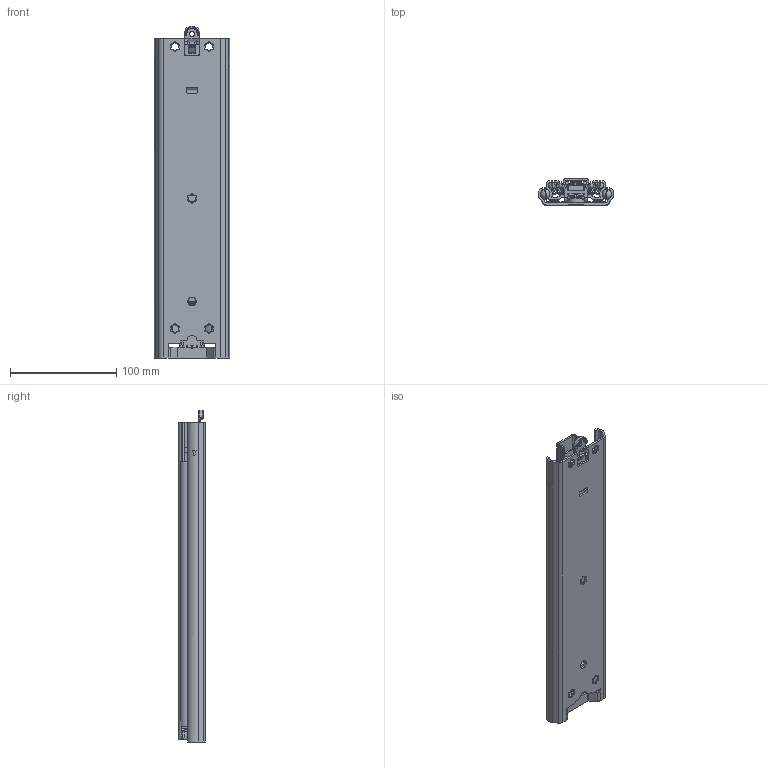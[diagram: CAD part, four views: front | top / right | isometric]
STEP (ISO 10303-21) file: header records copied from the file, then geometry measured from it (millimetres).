
FILE_DESCRIPTION((''),'2;1');
FILE_NAME('111-M32_ASM','2015-05-19T',('w.jans'),(''),'PRO/ENGINEER BY PARAMETRIC TECHNOLOGY CORPORATION, 2003450','PRO/ENGINEER BY PARAMETRIC TECHNOLOGY CORPORATION, 2003450','');
FILE_SCHEMA(('CONFIG_CONTROL_DESIGN'));
Length unit declared in the file: millimetre
Products named in the file (34): 111-M32-SKEL; 511-11-M32-TA1; 511-11-M32-TA1_ASM; 515-4XX-11-M32; 911-073; 515-4XX-11-M32_ASM; 512-11-M32-TB2; 512-11-M32-TB2_ASM; 515-6XX-11-M32; 911-074; 515-6XX-11-M32_ASM; 513-11-M32-UA2; 513-11-M32-UA2_ASM; 515-7XX-11-M32_AF0; 911-075_AF0; 911-075_AF1; 911-075_AF2; 911-075_AF3; 911-075_AF4; 911-075_AF5; 911-075_AF6; 911-075_AF7; 911-075_AF8; 911-075_AF9; 911-075_AF10; 911-075_AF11; 515-7XX-11-M32_ASM; 514-11-M32-U3; 921-587; 921-614; 921-615_ASM; 921-588_ASM; 514-11-M32-U3_ASM; 111-M32_ASM
Assembly tree (59 placements, depth 5):
  111-M32_ASM
    111-M32-SKEL
    511-11-M32-TA1_ASM
      511-11-M32-TA1
    515-4XX-11-M32_ASM
      515-4XX-11-M32
      911-073  x14
    512-11-M32-TB2_ASM
      512-11-M32-TB2
    515-6XX-11-M32_ASM
      515-6XX-11-M32
      911-074  x14
    513-11-M32-UA2_ASM
      513-11-M32-UA2
    515-7XX-11-M32_ASM
      515-7XX-11-M32_AF0
      911-075_AF0
      911-075_AF1
      911-075_AF2
      911-075_AF3
      911-075_AF4
      911-075_AF5
      911-075_AF6
      911-075_AF7
      911-075_AF8
      911-075_AF9
      911-075_AF10
      911-075_AF11
    514-11-M32-U3_ASM
      514-11-M32-U3
      921-588_ASM
        921-587
        921-615_ASM
          921-614
Bounding box: 70.9 x 25.1 x 312 mm (x, y, z)
Volume: 174293.8 mm3; surface area: 211642.2 mm2
Topology: 49 solids, 49 shells, 1730 faces, 4875 edges, 3077 vertices
Faces by surface type: plane 885, cylinder 669, sphere 84, bspline 41, cone 30, torus 21
Entity records: 60068 total; most frequent: CARTESIAN_POINT 15615, ORIENTED_EDGE 9326, DIRECTION 9146, EDGE_CURVE 4663, AXIS2_PLACEMENT_3D 3089, VERTEX_POINT 3025, VECTOR 2968, LINE 2968
